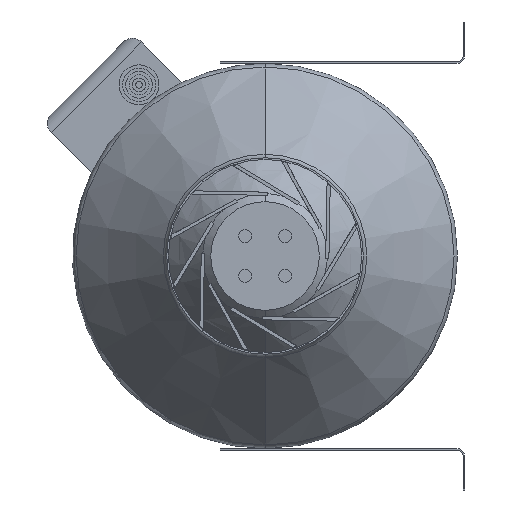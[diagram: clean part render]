
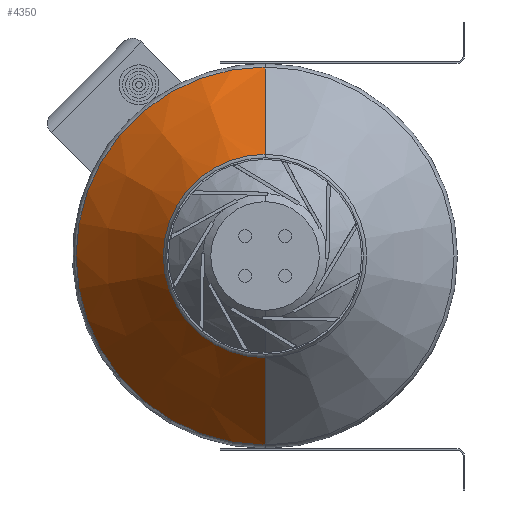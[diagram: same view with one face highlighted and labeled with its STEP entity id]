
A CAD part, left-side view. The second image highlights one B-rep face of the part: STEP entity #4350.
In plain terms, the highlighted conical face has half-angle 38.464 degrees and reference radius 63.67 mm.
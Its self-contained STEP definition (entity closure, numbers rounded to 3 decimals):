
#760 = DIRECTION ( 'NONE',  ( 0., 0., -1. ) ) ;
#865 = EDGE_CURVE ( 'NONE', #1259, #8695, #1785, .T. ) ;
#872 = ORIENTED_EDGE ( 'NONE', *, *, #3842, .T. ) ;
#884 = CONICAL_SURFACE ( 'NONE', #7150, 63.67, 0.671 ) ;
#1215 = VECTOR ( 'NONE', #6617, 1000. ) ;
#1259 = VERTEX_POINT ( 'NONE', #3611 ) ;
#1357 = CARTESIAN_POINT ( 'NONE',  ( 30.22, 0., -63.67 ) ) ;
#1765 = CARTESIAN_POINT ( 'NONE',  ( 30.22, 0., 63.67 ) ) ;
#1785 = CIRCLE ( 'NONE', #8022, 118.33 ) ;
#2503 = LINE ( 'NONE', #2683, #3059 ) ;
#2683 = CARTESIAN_POINT ( 'NONE',  ( 30.22, 0., -63.67 ) ) ;
#2731 = EDGE_CURVE ( 'NONE', #7474, #7413, #4936, .T. ) ;
#3059 = VECTOR ( 'NONE', #3382, 1000. ) ;
#3382 = DIRECTION ( 'NONE',  ( 0.783, 0., -0.622 ) ) ;
#3481 = CARTESIAN_POINT ( 'NONE',  ( 30.22, 0., 0. ) ) ;
#3611 = CARTESIAN_POINT ( 'NONE',  ( 99.026, 0., 118.33 ) ) ;
#3842 = EDGE_CURVE ( 'NONE', #7474, #1259, #4913, .T. ) ;
#3905 = DIRECTION ( 'NONE',  ( 0., 0., 1. ) ) ;
#3978 = CARTESIAN_POINT ( 'NONE',  ( 99.026, 0., -118.33 ) ) ;
#4149 = DIRECTION ( 'NONE',  ( -1., 0., 0. ) ) ;
#4350 = ADVANCED_FACE ( 'NONE', ( #5015 ), #884, .T. ) ;
#4415 = ORIENTED_EDGE ( 'NONE', *, *, #2731, .F. ) ;
#4913 = LINE ( 'NONE', #1765, #1215 ) ;
#4936 = CIRCLE ( 'NONE', #5751, 63.67 ) ;
#5003 = CARTESIAN_POINT ( 'NONE',  ( 30.22, 0., 63.67 ) ) ;
#5015 = FACE_OUTER_BOUND ( 'NONE', #7985, .T. ) ;
#5189 = DIRECTION ( 'NONE',  ( -1., 0., 0. ) ) ;
#5283 = EDGE_CURVE ( 'NONE', #7413, #8695, #2503, .T. ) ;
#5560 = DIRECTION ( 'NONE',  ( 1., 0., 0. ) ) ;
#5751 = AXIS2_PLACEMENT_3D ( 'NONE', #8290, #4149, #9017 ) ;
#5940 = CARTESIAN_POINT ( 'NONE',  ( 99.026, 0., 0. ) ) ;
#6617 = DIRECTION ( 'NONE',  ( 0.783, 0., 0.622 ) ) ;
#7150 = AXIS2_PLACEMENT_3D ( 'NONE', #3481, #5560, #760 ) ;
#7413 = VERTEX_POINT ( 'NONE', #1357 ) ;
#7474 = VERTEX_POINT ( 'NONE', #5003 ) ;
#7585 = ORIENTED_EDGE ( 'NONE', *, *, #5283, .F. ) ;
#7985 = EDGE_LOOP ( 'NONE', ( #4415, #872, #8687, #7585 ) ) ;
#8022 = AXIS2_PLACEMENT_3D ( 'NONE', #5940, #5189, #3905 ) ;
#8290 = CARTESIAN_POINT ( 'NONE',  ( 30.22, 0., 0. ) ) ;
#8687 = ORIENTED_EDGE ( 'NONE', *, *, #865, .T. ) ;
#8695 = VERTEX_POINT ( 'NONE', #3978 ) ;
#9017 = DIRECTION ( 'NONE',  ( 0., 0., 1. ) ) ;
